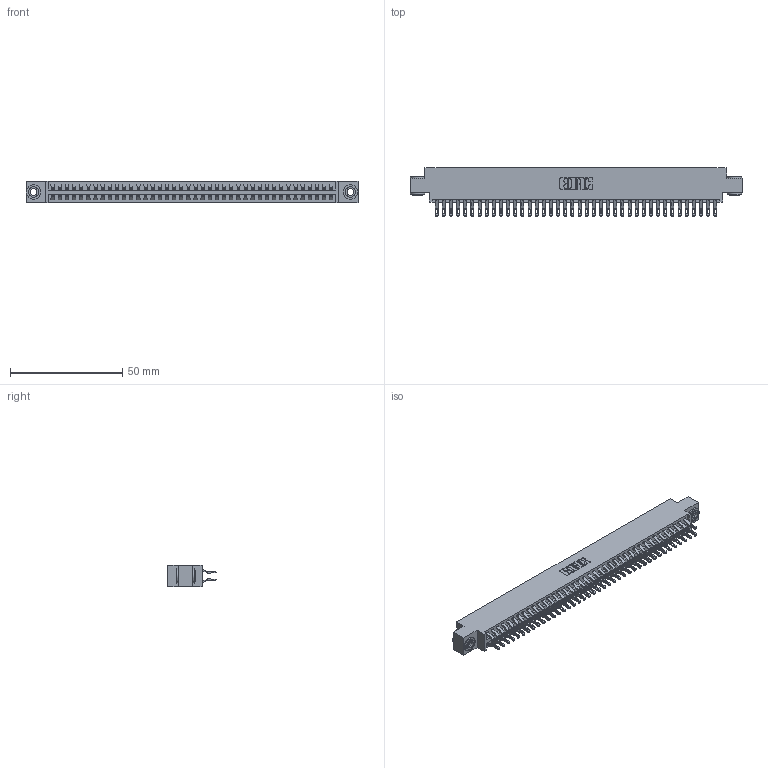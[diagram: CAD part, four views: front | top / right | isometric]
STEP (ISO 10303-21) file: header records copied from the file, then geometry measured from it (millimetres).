
FILE_DESCRIPTION (( 'STEP AP203' ), '1' );
FILE_NAME ('346-080-555-803.STEP', '2018-08-29T07:58:11', ( '' ), ( '' ), 'SwSTEP 2.0', 'SolidWorks 2016', '' );
FILE_SCHEMA (( 'CONFIG_CONTROL_DESIGN' ));
Length unit declared in the file: inch
Products named in the file (4): 346 Part_0.170 Offset - 0.156 Dia-TH; 345-292-001_555 Tail; 345-250-002_345-250-002-102; 346-080-555-803
Assembly tree (83 placements, depth 2):
  346-080-555-803
    346 Part_0.170 Offset - 0.156 Dia-TH
    345-292-001_555 Tail  x80
    345-250-002_345-250-002-102  x2
Bounding box: 147.57 x 21.46 x 9.4 mm (x, y, z)
Volume: 14471.6 mm3; surface area: 21081.7 mm2
Topology: 83 solids, 83 shells, 4804 faces, 15057 edges, 10034 vertices
Faces by surface type: plane 2730, cylinder 2066, cone 8
Entity records: 27482 total; most frequent: CARTESIAN_POINT 4545, ORIENTED_EDGE 4442, DIRECTION 4055, EDGE_CURVE 2221, LINE 1885, VECTOR 1885, VERTEX_POINT 1478, AXIS2_PLACEMENT_3D 1085
